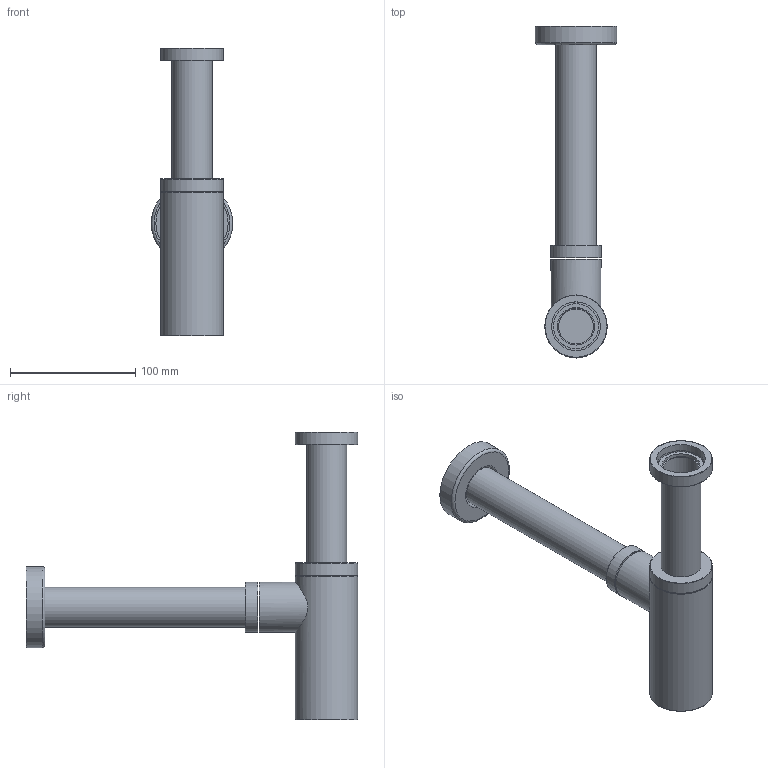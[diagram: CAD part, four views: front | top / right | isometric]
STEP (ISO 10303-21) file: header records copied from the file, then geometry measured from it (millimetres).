
FILE_DESCRIPTION(/* description */ ('Unknown'),/* implementation_level */ '2;1');
FILE_NAME(/* name */ 'AR039',/* time_stamp */ '2017-01-17T08:32:16+01:00',/* author */ ('Unknown'),/* organization */ ('Unknown'),/* preprocessor_version */ 'ST-DEVELOPER v16.7',/* originating_system */ 'DEX',/* authorisation */ $);
FILE_SCHEMA (('AUTOMOTIVE_DESIGN {1 0 10303 214 3 1 1}'));
Length unit declared in the file: millimetre
Products named in the file (1): AR039
Bounding box: 65 x 265.36 x 230 mm (x, y, z)
Volume: 239252.8 mm3; surface area: 114930.5 mm2
Topology: 4 solids, 4 shells, 52 faces, 97 edges, 62 vertices
Faces by surface type: plane 20, cylinder 19, torus 13
Full cylindrical faces by diameter (mm): 28.263 x2, 30 x3, 32 x2, 32.5 x1, 33.519 x1, 36 x1, 38.952 x2, 40 x2, 50 x3, 61.696 x1, 65 x1
Entity records: 1315 total; most frequent: CARTESIAN_POINT 232, DIRECTION 208, ORIENTED_EDGE 110, AXIS2_PLACEMENT_3D 103, EDGE_LOOP 102, FACE_BOUND 102, EDGE_CURVE 55, VERTEX_POINT 53
